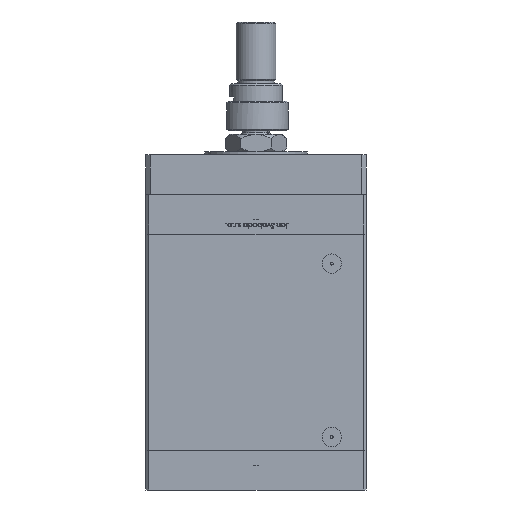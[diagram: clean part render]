
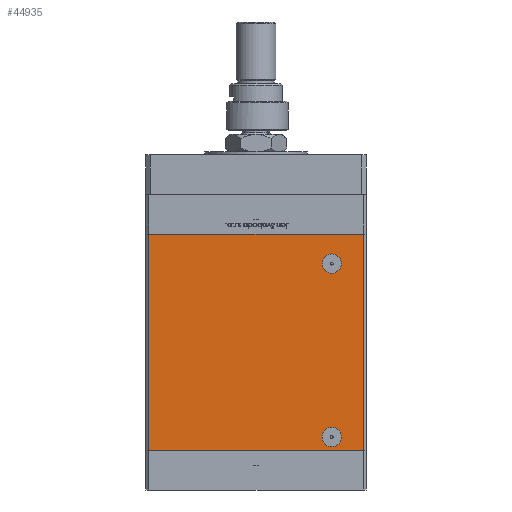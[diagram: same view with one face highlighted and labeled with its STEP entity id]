
A CAD part, front view. The second image highlights one B-rep face of the part: STEP entity #44935.
In plain terms, the highlighted planar face has unit normal (0, -1, 0).
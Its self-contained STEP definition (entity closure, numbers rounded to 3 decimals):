
#549 = LINE ( 'NONE', #48212, #21735 ) ;
#1198 = EDGE_CURVE ( 'NONE', #35264, #7960, #52841, .T. ) ;
#2234 = VECTOR ( 'NONE', #35008, 1000. ) ;
#3124 = EDGE_CURVE ( 'NONE', #35264, #35963, #33883, .T. ) ;
#3251 = FACE_BOUND ( 'NONE', #12885, .T. ) ;
#3876 = AXIS2_PLACEMENT_3D ( 'NONE', #6072, #26903, #44321 ) ;
#4183 = ORIENTED_EDGE ( 'NONE', *, *, #23984, .T. ) ;
#4670 = CARTESIAN_POINT ( 'NONE',  ( 73., -62.5, 0. ) ) ;
#4857 = CARTESIAN_POINT ( 'NONE',  ( 51.5, -62.5, 127. ) ) ;
#5376 = CARTESIAN_POINT ( 'NONE',  ( 73., -62.5, 147. ) ) ;
#6072 = CARTESIAN_POINT ( 'NONE',  ( 51.5, -62.5, 9. ) ) ;
#6897 = DIRECTION ( 'NONE',  ( 0., 0., -1. ) ) ;
#7111 = CARTESIAN_POINT ( 'NONE',  ( 51.5, -62.5, 133.58 ) ) ;
#7960 = VERTEX_POINT ( 'NONE', #22975 ) ;
#9164 = CARTESIAN_POINT ( 'NONE',  ( -73., -62.5, 147. ) ) ;
#9440 = DIRECTION ( 'NONE',  ( 0., 0., -1. ) ) ;
#9501 = ORIENTED_EDGE ( 'NONE', *, *, #52833, .F. ) ;
#9750 = ORIENTED_EDGE ( 'NONE', *, *, #11066, .F. ) ;
#10982 = CARTESIAN_POINT ( 'NONE',  ( 51.5, -62.5, 2.42 ) ) ;
#11066 = EDGE_CURVE ( 'NONE', #30395, #47047, #23463, .T. ) ;
#12885 = EDGE_LOOP ( 'NONE', ( #9750, #44474 ) ) ;
#12936 = DIRECTION ( 'NONE',  ( 0., -1., 0. ) ) ;
#13495 = CARTESIAN_POINT ( 'NONE',  ( 51.5, -62.5, 9. ) ) ;
#14936 = DIRECTION ( 'NONE',  ( 0., 0., 1. ) ) ;
#15077 = VERTEX_POINT ( 'NONE', #48366 ) ;
#15437 = DIRECTION ( 'NONE',  ( 0., 1., 0. ) ) ;
#18134 = EDGE_CURVE ( 'NONE', #15077, #44297, #54580, .T. ) ;
#19474 = VECTOR ( 'NONE', #9440, 1000. ) ;
#19497 = CARTESIAN_POINT ( 'NONE',  ( -73., -62.5, 147. ) ) ;
#20696 = AXIS2_PLACEMENT_3D ( 'NONE', #13495, #12936, #47760 ) ;
#20717 = ORIENTED_EDGE ( 'NONE', *, *, #18134, .T. ) ;
#21415 = AXIS2_PLACEMENT_3D ( 'NONE', #19497, #37190, #14936 ) ;
#21510 = VERTEX_POINT ( 'NONE', #4670 ) ;
#21735 = VECTOR ( 'NONE', #40182, 1000. ) ;
#22975 = CARTESIAN_POINT ( 'NONE',  ( -73., -62.5, 0. ) ) ;
#23463 = CIRCLE ( 'NONE', #20696, 6.58 ) ;
#23984 = EDGE_CURVE ( 'NONE', #44297, #15077, #49313, .T. ) ;
#25896 = EDGE_CURVE ( 'NONE', #47047, #30395, #38466, .T. ) ;
#26887 = EDGE_LOOP ( 'NONE', ( #20717, #4183 ) ) ;
#26903 = DIRECTION ( 'NONE',  ( 0., -1., 0. ) ) ;
#28859 = DIRECTION ( 'NONE',  ( 1., 0., 0. ) ) ;
#30395 = VERTEX_POINT ( 'NONE', #10982 ) ;
#31352 = DIRECTION ( 'NONE',  ( 0., 1., 0. ) ) ;
#33883 = LINE ( 'NONE', #34458, #2234 ) ;
#34458 = CARTESIAN_POINT ( 'NONE',  ( -73., -62.5, 147. ) ) ;
#35008 = DIRECTION ( 'NONE',  ( 1., 0., 0. ) ) ;
#35185 = ORIENTED_EDGE ( 'NONE', *, *, #3124, .F. ) ;
#35264 = VERTEX_POINT ( 'NONE', #50039 ) ;
#35295 = ORIENTED_EDGE ( 'NONE', *, *, #55044, .T. ) ;
#35963 = VERTEX_POINT ( 'NONE', #5376 ) ;
#37117 = CARTESIAN_POINT ( 'NONE',  ( 51.5, -62.5, 127. ) ) ;
#37190 = DIRECTION ( 'NONE',  ( 0., 1., 0. ) ) ;
#38466 = CIRCLE ( 'NONE', #3876, 6.58 ) ;
#40182 = DIRECTION ( 'NONE',  ( 0., 0., -1. ) ) ;
#41829 = AXIS2_PLACEMENT_3D ( 'NONE', #4857, #31352, #52521 ) ;
#42062 = FACE_OUTER_BOUND ( 'NONE', #48131, .T. ) ;
#42944 = ORIENTED_EDGE ( 'NONE', *, *, #1198, .T. ) ;
#44297 = VERTEX_POINT ( 'NONE', #7111 ) ;
#44321 = DIRECTION ( 'NONE',  ( 0., 0., -1. ) ) ;
#44474 = ORIENTED_EDGE ( 'NONE', *, *, #25896, .F. ) ;
#44935 = ADVANCED_FACE ( 'NONE', ( #3251, #42062, #50344 ), #54069, .F. ) ;
#45146 = CARTESIAN_POINT ( 'NONE',  ( -73., -62.5, 0. ) ) ;
#47047 = VERTEX_POINT ( 'NONE', #53086 ) ;
#47760 = DIRECTION ( 'NONE',  ( 0., 0., -1. ) ) ;
#48131 = EDGE_LOOP ( 'NONE', ( #35295, #9501, #35185, #42944 ) ) ;
#48212 = CARTESIAN_POINT ( 'NONE',  ( 73., -62.5, 147. ) ) ;
#48366 = CARTESIAN_POINT ( 'NONE',  ( 51.5, -62.5, 120.42 ) ) ;
#48424 = AXIS2_PLACEMENT_3D ( 'NONE', #37117, #15437, #6897 ) ;
#49313 = CIRCLE ( 'NONE', #48424, 6.58 ) ;
#50009 = LINE ( 'NONE', #45146, #54505 ) ;
#50039 = CARTESIAN_POINT ( 'NONE',  ( -73., -62.5, 147. ) ) ;
#50344 = FACE_BOUND ( 'NONE', #26887, .T. ) ;
#52521 = DIRECTION ( 'NONE',  ( 0., 0., -1. ) ) ;
#52833 = EDGE_CURVE ( 'NONE', #35963, #21510, #549, .T. ) ;
#52841 = LINE ( 'NONE', #9164, #19474 ) ;
#53086 = CARTESIAN_POINT ( 'NONE',  ( 51.5, -62.5, 15.58 ) ) ;
#54069 = PLANE ( 'NONE',  #21415 ) ;
#54505 = VECTOR ( 'NONE', #28859, 1000. ) ;
#54580 = CIRCLE ( 'NONE', #41829, 6.58 ) ;
#55044 = EDGE_CURVE ( 'NONE', #7960, #21510, #50009, .T. ) ;
